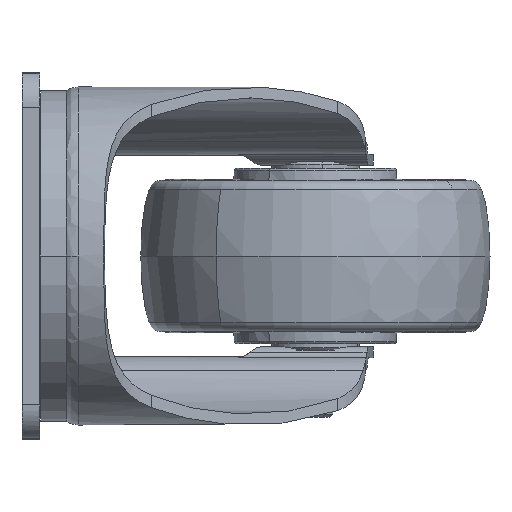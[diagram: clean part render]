
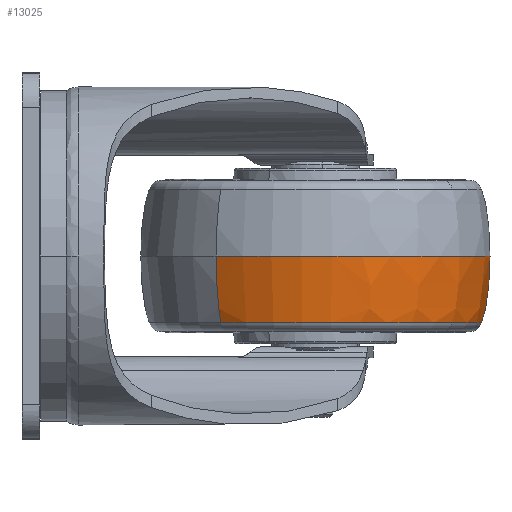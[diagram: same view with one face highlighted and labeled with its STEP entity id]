
A CAD part, left-side view. The second image highlights one B-rep face of the part: STEP entity #13025.
In plain terms, the highlighted free-form (B-spline) face has degree [3, 3] with [4, 4] control points.
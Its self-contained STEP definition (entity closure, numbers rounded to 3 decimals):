
#451 = CARTESIAN_POINT ( 'NONE',  ( 29.603, -155.249, -6.975 ) ) ;
#1021 = VERTEX_POINT ( 'NONE', #31680 ) ;
#2462 = ORIENTED_EDGE ( 'NONE', *, *, #25472, .T. ) ;
#3657 = CARTESIAN_POINT ( 'NONE',  ( 73.341, -88.59, -15.292 ) ) ;
#3798 = CARTESIAN_POINT ( 'NONE',  ( 74.941, -89.692, 0. ) ) ;
#5917 = CARTESIAN_POINT ( 'NONE',  ( 74.941, -89.692, 0. ) ) ;
#6147 = VERTEX_POINT ( 'NONE', #13907 ) ;
#6728 = DIRECTION ( 'NONE',  ( 0.567, 0.824, 0. ) ) ;
#8949 = VERTEX_POINT ( 'NONE', #13756 ) ;
#8980 = CARTESIAN_POINT ( 'NONE',  ( 73.341, -88.59, -15.292 ) ) ;
#9657 = DIRECTION ( 'NONE',  ( 0., 0., 1. ) ) ;
#9792 = CARTESIAN_POINT ( 'NONE',  ( 42., -67., -15.292 ) ) ;
#10355 = CARTESIAN_POINT ( 'NONE',  ( 30.162, -151.271, -15.292 ) ) ;
#10373 = CARTESIAN_POINT ( 'NONE',  ( 42., -67., -15.292 ) ) ;
#11036 = CARTESIAN_POINT ( 'NONE',  ( 73.341, -88.59, -15.292 ) ) ;
#11206 = VERTEX_POINT ( 'NONE', #27833 ) ;
#13025 = ADVANCED_FACE ( 'NONE', ( #17667 ), #22079, .T. ) ;
#13548 = CARTESIAN_POINT ( 'NONE',  ( 9.817, -44.83, -12.426 ) ) ;
#13573 = CARTESIAN_POINT ( 'NONE',  ( 42., -67., 0. ) ) ;
#13686 = CARTESIAN_POINT ( 'NONE',  ( 9.18, -44.391, -6.975 ) ) ;
#13756 = CARTESIAN_POINT ( 'NONE',  ( 9.059, -44.308, 0. ) ) ;
#13862 = ORIENTED_EDGE ( 'NONE', *, *, #40592, .T. ) ;
#13907 = CARTESIAN_POINT ( 'NONE',  ( 10.659, -45.41, -15.292 ) ) ;
#13964 = CARTESIAN_POINT ( 'NONE',  ( 29.843, -153.536, -12.426 ) ) ;
#15787 = EDGE_CURVE ( 'NONE', #28016, #1021, #41227, .T. ) ;
#16339 = AXIS2_PLACEMENT_3D ( 'NONE', #10373, #36613, #37037 ) ;
#17031 = CARTESIAN_POINT ( 'NONE',  ( 74.82, -89.609, -6.975 ) ) ;
#17667 = FACE_OUTER_BOUND ( 'NONE', #17985, .T. ) ;
#17883 = CARTESIAN_POINT ( 'NONE',  ( 10.659, -45.41, -15.292 ) ) ;
#17985 = EDGE_LOOP ( 'NONE', ( #13862, #32682, #25157, #23684, #2462 ) ) ;
#18849 = CARTESIAN_POINT ( 'NONE',  ( 9.817, -44.83, -12.426 ) ) ;
#20676 = AXIS2_PLACEMENT_3D ( 'NONE', #9792, #26456, #43028 ) ;
#21953 = CIRCLE ( 'NONE', #20676, 38.057 ) ;
#22079 =( BOUNDED_SURFACE ( )  B_SPLINE_SURFACE ( 3, 3, ( 
 ( #3657, #10355, #33863, #30531 ),
 ( #26887, #13964, #33587, #13548 ),
 ( #17031, #451, #37165, #13686 ),
 ( #3798, #40545, #33719, #37019 ) ),
 .UNSPECIFIED., .F., .F., .F. ) 
 B_SPLINE_SURFACE_WITH_KNOTS ( ( 4, 4 ),
 ( 4, 4 ),
 ( 0., 1. ),
 ( 0., 1. ),
 .UNSPECIFIED. ) 
 GEOMETRIC_REPRESENTATION_ITEM ( )  RATIONAL_B_SPLINE_SURFACE ( (
 ( 0.984, 0.328, 0.328, 0.984),
 ( 0.808, 0.269, 0.269, 0.808),
 ( 0.719, 0.24, 0.24, 0.719),
 ( 0.72, 0.24, 0.24, 0.72) ) ) 
 REPRESENTATION_ITEM ( '' )  SURFACE ( )  );
#22632 =( BOUNDED_CURVE ( )  B_SPLINE_CURVE ( 3, ( #17883, #18849, #25488, #28849 ),
 .UNSPECIFIED., .F., .F. ) 
 B_SPLINE_CURVE_WITH_KNOTS ( ( 4, 4 ),
 ( 0., 1. ),
 .UNSPECIFIED. ) 
 CURVE ( )  GEOMETRIC_REPRESENTATION_ITEM ( )  RATIONAL_B_SPLINE_CURVE ( ( 0.984, 0.808, 0.719, 0.72 ) ) 
 REPRESENTATION_ITEM ( '' )  );
#23684 = ORIENTED_EDGE ( 'NONE', *, *, #35896, .F. ) ;
#25157 = ORIENTED_EDGE ( 'NONE', *, *, #42575, .F. ) ;
#25210 = CIRCLE ( 'NONE', #33615, 40. ) ;
#25472 = EDGE_CURVE ( 'NONE', #6147, #11206, #28337, .T. ) ;
#25488 = CARTESIAN_POINT ( 'NONE',  ( 9.18, -44.391, -6.975 ) ) ;
#26456 = DIRECTION ( 'NONE',  ( 0., 0., 1. ) ) ;
#26887 = CARTESIAN_POINT ( 'NONE',  ( 74.183, -89.17, -12.426 ) ) ;
#27833 = CARTESIAN_POINT ( 'NONE',  ( 20.41, -98.341, -15.292 ) ) ;
#28016 = VERTEX_POINT ( 'NONE', #11036 ) ;
#28337 = CIRCLE ( 'NONE', #16339, 38.057 ) ;
#28584 = CARTESIAN_POINT ( 'NONE',  ( 74.183, -89.17, -12.426 ) ) ;
#28849 = CARTESIAN_POINT ( 'NONE',  ( 9.059, -44.308, 0. ) ) ;
#30531 = CARTESIAN_POINT ( 'NONE',  ( 10.659, -45.41, -15.292 ) ) ;
#31680 = CARTESIAN_POINT ( 'NONE',  ( 74.941, -89.692, 0. ) ) ;
#32379 = CARTESIAN_POINT ( 'NONE',  ( 74.82, -89.609, -6.975 ) ) ;
#32682 = ORIENTED_EDGE ( 'NONE', *, *, #15787, .T. ) ;
#33587 = CARTESIAN_POINT ( 'NONE',  ( -34.523, -109.197, -12.426 ) ) ;
#33615 = AXIS2_PLACEMENT_3D ( 'NONE', #13573, #9657, #6728 ) ;
#33719 = CARTESIAN_POINT ( 'NONE',  ( -36.324, -110.19, 0. ) ) ;
#33863 = CARTESIAN_POINT ( 'NONE',  ( -32.52, -108.092, -15.292 ) ) ;
#35896 = EDGE_CURVE ( 'NONE', #6147, #8949, #22632, .T. ) ;
#36613 = DIRECTION ( 'NONE',  ( 0., 0., 1. ) ) ;
#37019 = CARTESIAN_POINT ( 'NONE',  ( 9.059, -44.308, 0. ) ) ;
#37037 = DIRECTION ( 'NONE',  ( 0.567, 0.824, 0. ) ) ;
#37165 = CARTESIAN_POINT ( 'NONE',  ( -36.037, -110.032, -6.975 ) ) ;
#40545 = CARTESIAN_POINT ( 'NONE',  ( 29.557, -155.573, 0. ) ) ;
#40592 = EDGE_CURVE ( 'NONE', #11206, #28016, #21953, .T. ) ;
#41227 =( BOUNDED_CURVE ( )  B_SPLINE_CURVE ( 3, ( #8980, #28584, #32379, #5917 ),
 .UNSPECIFIED., .F., .F. ) 
 B_SPLINE_CURVE_WITH_KNOTS ( ( 4, 4 ),
 ( 0., 1. ),
 .UNSPECIFIED. ) 
 CURVE ( )  GEOMETRIC_REPRESENTATION_ITEM ( )  RATIONAL_B_SPLINE_CURVE ( ( 0.984, 0.808, 0.719, 0.72 ) ) 
 REPRESENTATION_ITEM ( '' )  );
#42575 = EDGE_CURVE ( 'NONE', #8949, #1021, #25210, .T. ) ;
#43028 = DIRECTION ( 'NONE',  ( 0.567, 0.824, 0. ) ) ;
